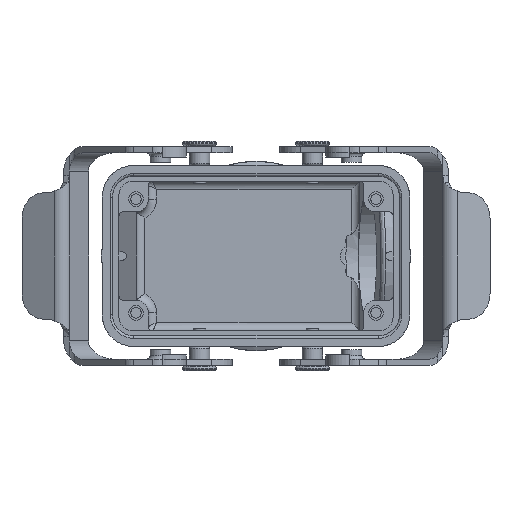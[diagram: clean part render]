
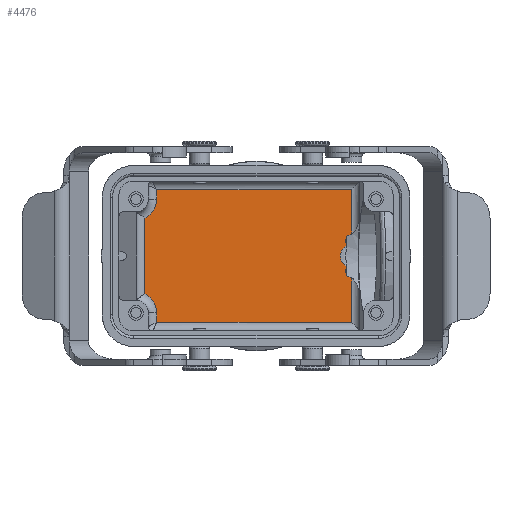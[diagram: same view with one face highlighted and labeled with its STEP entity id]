
A CAD part, front view. The second image highlights one B-rep face of the part: STEP entity #4476.
In plain terms, the highlighted planar face has unit normal (0, -1, 0).
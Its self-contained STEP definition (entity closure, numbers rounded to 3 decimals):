
#3682=ELLIPSE('',#11270,111.372,15.5);
#3683=ELLIPSE('',#11271,114.965,16.);
#3684=ELLIPSE('',#11274,114.965,16.);
#4090=FACE_OUTER_BOUND('',#6305,.T.);
#4476=ADVANCED_FACE('',(#4090),#4931,.F.);
#4931=PLANE('',#11275);
#5141=LINE('',#13717,#5600);
#5177=LINE('',#14325,#5636);
#5183=LINE('',#14446,#5642);
#5184=LINE('',#14448,#5643);
#5185=LINE('',#14453,#5644);
#5186=LINE('',#14456,#5645);
#5187=LINE('',#14459,#5646);
#5188=LINE('',#14462,#5647);
#5189=LINE('',#14464,#5648);
#5600=VECTOR('',#11912,1.);
#5636=VECTOR('',#12018,1.);
#5642=VECTOR('',#12036,1.);
#5643=VECTOR('',#12039,1.);
#5644=VECTOR('',#12042,1.);
#5645=VECTOR('',#12045,1.);
#5646=VECTOR('',#12048,1.);
#5647=VECTOR('',#12051,1.);
#5648=VECTOR('',#12052,1.);
#6305=EDGE_LOOP('',(#6986,#6987,#6988,#6989,#6990,#6991,#6992,#6993,#6994,
#6995,#6996,#6997,#6998,#6999));
#6986=ORIENTED_EDGE('',*,*,#9986,.F.);
#6987=ORIENTED_EDGE('',*,*,#9987,.T.);
#6988=ORIENTED_EDGE('',*,*,#9988,.F.);
#6989=ORIENTED_EDGE('',*,*,#9989,.T.);
#6990=ORIENTED_EDGE('',*,*,#9858,.F.);
#6991=ORIENTED_EDGE('',*,*,#9990,.F.);
#6992=ORIENTED_EDGE('',*,*,#9985,.F.);
#6993=ORIENTED_EDGE('',*,*,#9991,.F.);
#6994=ORIENTED_EDGE('',*,*,#9992,.F.);
#6995=ORIENTED_EDGE('',*,*,#9993,.F.);
#6996=ORIENTED_EDGE('',*,*,#9973,.F.);
#6997=ORIENTED_EDGE('',*,*,#9994,.F.);
#6998=ORIENTED_EDGE('',*,*,#9995,.F.);
#6999=ORIENTED_EDGE('',*,*,#9996,.T.);
#9093=VERTEX_POINT('',#13718);
#9094=VERTEX_POINT('',#13719);
#9201=VERTEX_POINT('',#14261);
#9202=VERTEX_POINT('',#14326);
#9209=VERTEX_POINT('',#14363);
#9210=VERTEX_POINT('',#14445);
#9211=VERTEX_POINT('',#14449);
#9212=VERTEX_POINT('',#14450);
#9213=VERTEX_POINT('',#14452);
#9214=VERTEX_POINT('',#14454);
#9215=VERTEX_POINT('',#14458);
#9216=VERTEX_POINT('',#14460);
#9217=VERTEX_POINT('',#14463);
#9218=VERTEX_POINT('',#14465);
#9858=EDGE_CURVE('',#9093,#9094,#5141,.T.);
#9973=EDGE_CURVE('',#9201,#9202,#5177,.T.);
#9985=EDGE_CURVE('',#9210,#9209,#5183,.T.);
#9986=EDGE_CURVE('',#9211,#9212,#5184,.T.);
#9987=EDGE_CURVE('',#9211,#9213,#3682,.T.);
#9988=EDGE_CURVE('',#9214,#9213,#5185,.T.);
#9989=EDGE_CURVE('',#9214,#9094,#3683,.T.);
#9990=EDGE_CURVE('',#9209,#9093,#5186,.T.);
#9991=EDGE_CURVE('',#9215,#9210,#10997,.T.);
#9992=EDGE_CURVE('',#9216,#9215,#5187,.T.);
#9993=EDGE_CURVE('',#9202,#9216,#10998,.T.);
#9994=EDGE_CURVE('',#9217,#9201,#5188,.T.);
#9995=EDGE_CURVE('',#9218,#9217,#5189,.T.);
#9996=EDGE_CURVE('',#9218,#9212,#3684,.T.);
#10997=CIRCLE('',#11272,5.);
#10998=CIRCLE('',#11273,5.);
#11270=AXIS2_PLACEMENT_3D('',#14451,#12040,#12041);
#11271=AXIS2_PLACEMENT_3D('',#14455,#12043,#12044);
#11272=AXIS2_PLACEMENT_3D('',#14457,#12046,#12047);
#11273=AXIS2_PLACEMENT_3D('',#14461,#12049,#12050);
#11274=AXIS2_PLACEMENT_3D('',#14466,#12053,#12054);
#11275=AXIS2_PLACEMENT_3D('',#14467,#12055,#12056);
#11912=DIRECTION('',(0.,0.,-1.));
#12018=DIRECTION('',(0.,0.,1.));
#12036=DIRECTION('',(0.,0.,1.));
#12039=DIRECTION('',(0.,0.,-1.));
#12040=DIRECTION('',(0.,1.,0.));
#12041=DIRECTION('',(1.,0.,0.));
#12042=DIRECTION('',(0.,0.,-1.));
#12043=DIRECTION('',(0.,1.,0.));
#12044=DIRECTION('',(1.,0.,0.));
#12045=DIRECTION('',(1.,0.,0.));
#12046=DIRECTION('',(0.,-1.,0.));
#12047=DIRECTION('',(-1.,0.,0.));
#12048=DIRECTION('',(0.,0.,1.));
#12049=DIRECTION('',(0.,-1.,0.));
#12050=DIRECTION('',(-1.,0.,0.));
#12051=DIRECTION('',(-1.,0.,0.));
#12052=DIRECTION('',(0.,0.,-1.));
#12053=DIRECTION('',(0.,1.,0.));
#12054=DIRECTION('',(1.,0.,0.));
#12055=DIRECTION('',(0.,1.,0.));
#12056=DIRECTION('',(1.,0.,0.));
#13717=CARTESIAN_POINT('',(33.906,-5.898,15.45));
#13718=CARTESIAN_POINT('',(33.906,-5.898,15.75));
#13719=CARTESIAN_POINT('',(33.906,-5.898,5.22));
#14261=CARTESIAN_POINT('',(-12.379,-5.898,-15.75));
#14325=CARTESIAN_POINT('',(-12.379,-5.898,-15.45));
#14326=CARTESIAN_POINT('',(-12.379,-5.898,-13.5));
#14363=CARTESIAN_POINT('',(-12.379,-5.898,15.75));
#14445=CARTESIAN_POINT('',(-12.379,-5.898,13.5));
#14446=CARTESIAN_POINT('',(-12.379,-5.898,13.5));
#14448=CARTESIAN_POINT('',(32.615,-5.898,17.65));
#14449=CARTESIAN_POINT('',(32.615,-5.898,-2.457));
#14450=CARTESIAN_POINT('',(32.615,-5.898,-4.667));
#14451=CARTESIAN_POINT('',(142.58,-5.898,0.));
#14452=CARTESIAN_POINT('',(32.615,-5.898,2.457));
#14453=CARTESIAN_POINT('',(32.615,-5.898,17.65));
#14454=CARTESIAN_POINT('',(32.615,-5.898,4.667));
#14455=CARTESIAN_POINT('',(142.58,-5.898,0.));
#14456=CARTESIAN_POINT('',(-12.279,-5.898,15.75));
#14457=CARTESIAN_POINT('',(-17.379,-5.898,13.5));
#14458=CARTESIAN_POINT('',(-15.184,-5.898,9.008));
#14459=CARTESIAN_POINT('',(-15.184,-5.898,-8.96));
#14460=CARTESIAN_POINT('',(-15.184,-5.898,-9.008));
#14461=CARTESIAN_POINT('',(-17.379,-5.898,-13.5));
#14462=CARTESIAN_POINT('',(33.906,-5.898,-15.75));
#14463=CARTESIAN_POINT('',(33.906,-5.898,-15.75));
#14464=CARTESIAN_POINT('',(33.906,-5.898,15.45));
#14465=CARTESIAN_POINT('',(33.906,-5.898,-5.22));
#14466=CARTESIAN_POINT('',(142.58,-5.898,0.));
#14467=CARTESIAN_POINT('',(-19.957,-5.898,17.65));
